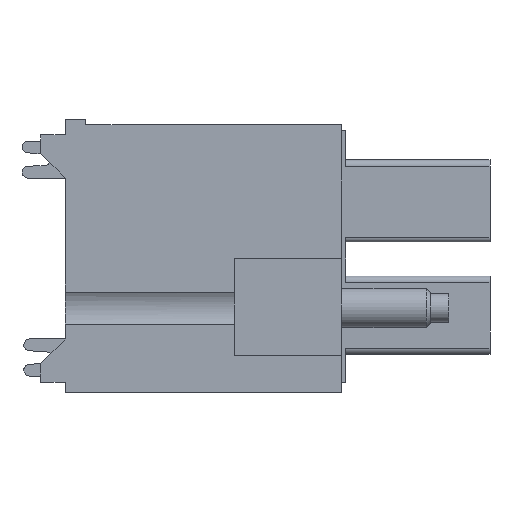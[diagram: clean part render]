
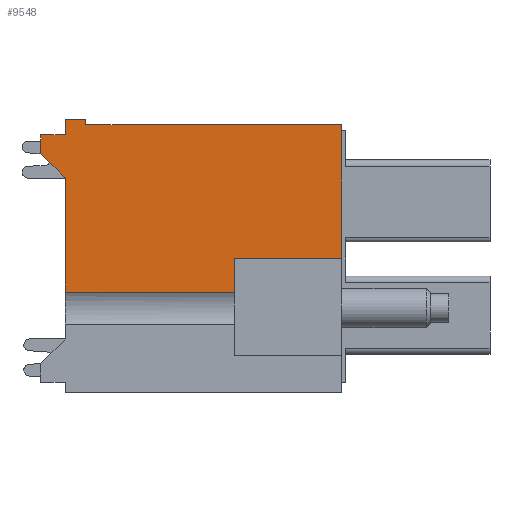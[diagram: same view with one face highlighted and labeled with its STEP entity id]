
A CAD part, left-side view. The second image highlights one B-rep face of the part: STEP entity #9548.
In plain terms, the highlighted planar face has unit normal (-1, 0, 0).
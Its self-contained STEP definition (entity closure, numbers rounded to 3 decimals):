
#318=LINE('',#14207,#1473);
#320=LINE('',#14211,#1475);
#326=LINE('',#14226,#1481);
#377=LINE('',#14330,#1532);
#450=LINE('',#14465,#1605);
#480=LINE('',#14535,#1635);
#482=LINE('',#14539,#1637);
#483=LINE('',#14541,#1638);
#484=LINE('',#14542,#1639);
#485=LINE('',#14544,#1640);
#486=LINE('',#14546,#1641);
#487=LINE('',#14548,#1642);
#1473=VECTOR('',#11212,1000.);
#1475=VECTOR('',#11216,1000.);
#1481=VECTOR('',#11230,1000.);
#1532=VECTOR('',#11323,1000.);
#1605=VECTOR('',#11440,1000.);
#1635=VECTOR('',#11518,1000.);
#1637=VECTOR('',#11522,1000.);
#1638=VECTOR('',#11523,1000.);
#1639=VECTOR('',#11524,1000.);
#1640=VECTOR('',#11525,1000.);
#1641=VECTOR('',#11526,1000.);
#1642=VECTOR('',#11527,1000.);
#3260=ORIENTED_EDGE('',*,*,#5751,.F.);
#3261=ORIENTED_EDGE('',*,*,#5752,.T.);
#3262=ORIENTED_EDGE('',*,*,#5590,.F.);
#3263=ORIENTED_EDGE('',*,*,#5583,.F.);
#3264=ORIENTED_EDGE('',*,*,#5715,.T.);
#3265=ORIENTED_EDGE('',*,*,#5753,.F.);
#3266=ORIENTED_EDGE('',*,*,#5754,.F.);
#3267=ORIENTED_EDGE('',*,*,#5755,.F.);
#3268=ORIENTED_EDGE('',*,*,#5756,.F.);
#3269=ORIENTED_EDGE('',*,*,#5642,.F.);
#3270=ORIENTED_EDGE('',*,*,#5581,.T.);
#3271=ORIENTED_EDGE('',*,*,#5749,.T.);
#5581=EDGE_CURVE('',#6926,#6925,#318,.T.);
#5583=EDGE_CURVE('',#6927,#6928,#320,.T.);
#5590=EDGE_CURVE('',#6928,#6932,#326,.T.);
#5642=EDGE_CURVE('',#6926,#6963,#377,.T.);
#5715=EDGE_CURVE('',#6927,#7003,#450,.T.);
#5749=EDGE_CURVE('',#6925,#7020,#480,.T.);
#5751=EDGE_CURVE('',#7021,#7020,#482,.T.);
#5752=EDGE_CURVE('',#7021,#6932,#483,.T.);
#5753=EDGE_CURVE('',#7022,#7003,#484,.T.);
#5754=EDGE_CURVE('',#7023,#7022,#485,.T.);
#5755=EDGE_CURVE('',#7024,#7023,#486,.T.);
#5756=EDGE_CURVE('',#6963,#7024,#487,.T.);
#6925=VERTEX_POINT('',#14206);
#6926=VERTEX_POINT('',#14208);
#6927=VERTEX_POINT('',#14212);
#6928=VERTEX_POINT('',#14213);
#6932=VERTEX_POINT('',#14227);
#6963=VERTEX_POINT('',#14328);
#7003=VERTEX_POINT('',#14464);
#7020=VERTEX_POINT('',#14536);
#7021=VERTEX_POINT('',#14540);
#7022=VERTEX_POINT('',#14543);
#7023=VERTEX_POINT('',#14545);
#7024=VERTEX_POINT('',#14547);
#8063=EDGE_LOOP('',(#3260,#3261,#3262,#3263,#3264,#3265,#3266,#3267,#3268,
#3269,#3270,#3271));
#8626=FACE_BOUND('',#8063,.T.);
#9140=PLANE('',#10255);
#9548=ADVANCED_FACE('',(#8626),#9140,.F.);
#10255=AXIS2_PLACEMENT_3D('',#14538,#11520,#11521);
#11212=DIRECTION('',(0.,0.,-1.));
#11216=DIRECTION('',(0.,1.,0.));
#11230=DIRECTION('',(0.,0.,-1.));
#11323=DIRECTION('',(0.,-1.,0.));
#11440=DIRECTION('',(0.,0.,1.));
#11518=DIRECTION('',(0.,-0.707,-0.707));
#11520=DIRECTION('',(1.,0.,0.));
#11521=DIRECTION('',(0.,0.,-1.));
#11522=DIRECTION('',(0.,0.,1.));
#11523=DIRECTION('',(0.,-1.,0.));
#11524=DIRECTION('',(0.,-1.,0.));
#11525=DIRECTION('',(0.,0.,-1.));
#11526=DIRECTION('',(0.,-1.,0.));
#11527=DIRECTION('',(0.,0.,1.));
#14206=CARTESIAN_POINT('',(-3.9,14.6,5.1));
#14207=CARTESIAN_POINT('',(-3.9,14.6,6.));
#14208=CARTESIAN_POINT('',(-3.9,14.6,6.));
#14211=CARTESIAN_POINT('',(-3.9,0.,0.));
#14212=CARTESIAN_POINT('',(-3.9,0.,0.));
#14213=CARTESIAN_POINT('',(-3.9,5.2,0.));
#14226=CARTESIAN_POINT('',(-3.9,5.2,0.));
#14227=CARTESIAN_POINT('',(-3.9,5.2,-1.624));
#14328=CARTESIAN_POINT('',(-3.9,13.4,6.));
#14330=CARTESIAN_POINT('',(-3.9,14.6,6.));
#14464=CARTESIAN_POINT('',(-3.9,0.,6.5));
#14465=CARTESIAN_POINT('',(-3.9,0.,-6.5));
#14535=CARTESIAN_POINT('',(-3.9,13.4,3.9));
#14536=CARTESIAN_POINT('',(-3.9,13.4,3.9));
#14538=CARTESIAN_POINT('',(-3.9,13.4,-6.5));
#14539=CARTESIAN_POINT('',(-3.9,13.4,-6.5));
#14540=CARTESIAN_POINT('',(-3.9,13.4,-1.624));
#14541=CARTESIAN_POINT('',(-3.9,17.712,-1.624));
#14542=CARTESIAN_POINT('',(-3.9,13.4,6.5));
#14543=CARTESIAN_POINT('',(-3.9,12.4,6.5));
#14544=CARTESIAN_POINT('',(-3.9,12.4,6.5));
#14545=CARTESIAN_POINT('',(-3.9,12.4,6.75));
#14546=CARTESIAN_POINT('',(-3.9,12.4,6.75));
#14547=CARTESIAN_POINT('',(-3.9,13.4,6.75));
#14548=CARTESIAN_POINT('',(-3.9,13.4,-6.5));
